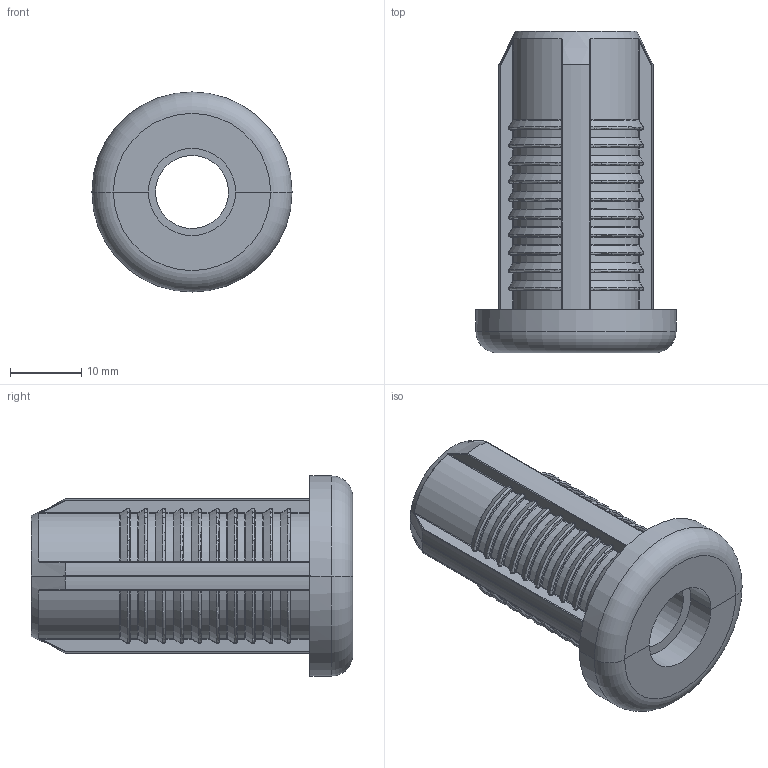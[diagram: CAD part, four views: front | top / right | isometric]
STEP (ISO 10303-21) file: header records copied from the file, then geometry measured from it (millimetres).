
FILE_DESCRIPTION(/* description */ (''),/* implementation_level */ '2;1');
FILE_NAME(/* name */ '350012.stp',/* time_stamp */ '2019-04-13T12:18:56+02:00',/* author */ ('Swarna'),/* organization */ ('Alutec K&K'),/* preprocessor_version */ 'ST-DEVELOPER v17',/* originating_system */ 'Autodesk Inventor 2018',/* authorisation */ '');
FILE_SCHEMA (('AUTOMOTIVE_DESIGN { 1 0 10303 214 3 1 1 }'));
Length unit declared in the file: millimetre
Products named in the file (3): 4721-154-350012; 4721-154-350012-02; 4721-154-350012-01
Assembly tree (3 placements, depth 2):
  4721-154-350012
    4721-154-350012-01  x2
    4721-154-350012-02
Bounding box: 28 x 45 x 28 mm (x, y, z)
Volume: 8872.1 mm3; surface area: 9084.7 mm2
Topology: 3 solids, 3 shells, 879 faces, 1907 edges, 1042 vertices
Faces by surface type: cylinder 263, bspline 180, sphere 168, torus 144, plane 82, cone 42
Full cylindrical faces by diameter (mm): 1.347 x2, 2 x4, 10.2 x1
Entity records: 14418 total; most frequent: CARTESIAN_POINT 5019, DIRECTION 2005, ORIENTED_EDGE 1928, EDGE_CURVE 964, AXIS2_PLACEMENT_3D 882, VERTEX_POINT 528, CIRCLE 522, EDGE_LOOP 450
